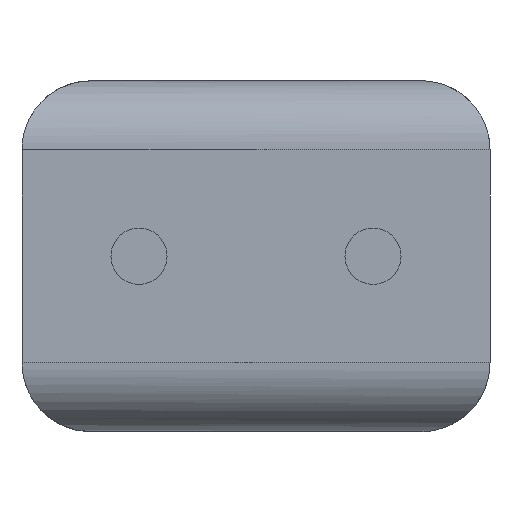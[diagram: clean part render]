
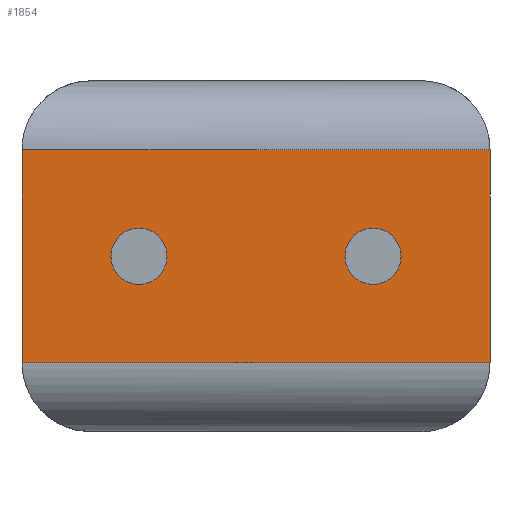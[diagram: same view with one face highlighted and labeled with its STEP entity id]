
A CAD part, front view. The second image highlights one B-rep face of the part: STEP entity #1854.
In plain terms, the highlighted planar face has unit normal (0, -1, 0).
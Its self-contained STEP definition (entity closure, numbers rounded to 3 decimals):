
#37 = EDGE_CURVE ( 'NONE', #3562, #283, #125, .T. ) ;
#60 = LINE ( 'NONE', #424, #996 ) ;
#110 = CIRCLE ( 'NONE', #2258, 0.305 ) ;
#125 = LINE ( 'NONE', #2274, #2787 ) ;
#164 = EDGE_CURVE ( 'NONE', #2680, #2280, #2959, .T. ) ;
#191 = ORIENTED_EDGE ( 'NONE', *, *, #37, .F. ) ;
#223 = CARTESIAN_POINT ( 'NONE',  ( -5.08, 0., 3.81 ) ) ;
#229 = ORIENTED_EDGE ( 'NONE', *, *, #3325, .T. ) ;
#268 = CARTESIAN_POINT ( 'NONE',  ( 0., 0., 3.06 ) ) ;
#283 = VERTEX_POINT ( 'NONE', #567 ) ;
#297 = FACE_OUTER_BOUND ( 'NONE', #2437, .T. ) ;
#346 = DIRECTION ( 'NONE',  ( 0., 1., 0. ) ) ;
#395 = DIRECTION ( 'NONE',  ( -1., 0., 0. ) ) ;
#424 = CARTESIAN_POINT ( 'NONE',  ( 0., 0., 0.75 ) ) ;
#493 = CARTESIAN_POINT ( 'NONE',  ( -1.27, 0., 1.905 ) ) ;
#567 = CARTESIAN_POINT ( 'NONE',  ( 0., 0., 0.75 ) ) ;
#750 = EDGE_LOOP ( 'NONE', ( #2655, #3468 ) ) ;
#754 = ORIENTED_EDGE ( 'NONE', *, *, #2080, .F. ) ;
#776 = VERTEX_POINT ( 'NONE', #1301 ) ;
#790 = EDGE_CURVE ( 'NONE', #3562, #2680, #3017, .T. ) ;
#821 = CARTESIAN_POINT ( 'NONE',  ( -0.965, 0., 1.905 ) ) ;
#828 = VECTOR ( 'NONE', #1682, 1000. ) ;
#935 = EDGE_CURVE ( 'NONE', #3606, #3623, #1817, .T. ) ;
#996 = VECTOR ( 'NONE', #2724, 1000. ) ;
#1115 = AXIS2_PLACEMENT_3D ( 'NONE', #2054, #2348, #2308 ) ;
#1154 = AXIS2_PLACEMENT_3D ( 'NONE', #2260, #2876, #2305 ) ;
#1286 = DIRECTION ( 'NONE',  ( -1., 0., 0. ) ) ;
#1289 = ORIENTED_EDGE ( 'NONE', *, *, #3700, .F. ) ;
#1301 = CARTESIAN_POINT ( 'NONE',  ( -4.115, 0., 1.905 ) ) ;
#1380 = ORIENTED_EDGE ( 'NONE', *, *, #790, .T. ) ;
#1387 = CARTESIAN_POINT ( 'NONE',  ( -1.575, 0., 1.905 ) ) ;
#1579 = DIRECTION ( 'NONE',  ( 0., 1., 0. ) ) ;
#1682 = DIRECTION ( 'NONE',  ( 0., 0., -1. ) ) ;
#1807 = CARTESIAN_POINT ( 'NONE',  ( -3.81, 0., 1.905 ) ) ;
#1817 = CIRCLE ( 'NONE', #3084, 0.305 ) ;
#1854 = ADVANCED_FACE ( 'NONE', ( #3318, #297, #1898 ), #2977, .F. ) ;
#1860 = CARTESIAN_POINT ( 'NONE',  ( 0., 0., 3.06 ) ) ;
#1898 = FACE_BOUND ( 'NONE', #2759, .T. ) ;
#1923 = ORIENTED_EDGE ( 'NONE', *, *, #164, .T. ) ;
#2054 = CARTESIAN_POINT ( 'NONE',  ( -3.81, 0., 1.905 ) ) ;
#2074 = CARTESIAN_POINT ( 'NONE',  ( 0., 0., 3.81 ) ) ;
#2080 = EDGE_CURVE ( 'NONE', #3348, #776, #110, .T. ) ;
#2088 = VECTOR ( 'NONE', #1286, 1000. ) ;
#2126 = DIRECTION ( 'NONE',  ( 0., -1., 0. ) ) ;
#2135 = CARTESIAN_POINT ( 'NONE',  ( -5.08, 0., 3.06 ) ) ;
#2258 = AXIS2_PLACEMENT_3D ( 'NONE', #1807, #2126, #395 ) ;
#2260 = CARTESIAN_POINT ( 'NONE',  ( -1.27, 0., 1.905 ) ) ;
#2274 = CARTESIAN_POINT ( 'NONE',  ( 0., 0., 3.81 ) ) ;
#2280 = VERTEX_POINT ( 'NONE', #3105 ) ;
#2305 = DIRECTION ( 'NONE',  ( -1., 0., 0. ) ) ;
#2308 = DIRECTION ( 'NONE',  ( -1., 0., 0. ) ) ;
#2348 = DIRECTION ( 'NONE',  ( 0., -1., 0. ) ) ;
#2361 = DIRECTION ( 'NONE',  ( -1., 0., 0. ) ) ;
#2437 = EDGE_LOOP ( 'NONE', ( #191, #1380, #1923, #229 ) ) ;
#2546 = DIRECTION ( 'NONE',  ( 0., 0., -1. ) ) ;
#2655 = ORIENTED_EDGE ( 'NONE', *, *, #3127, .T. ) ;
#2680 = VERTEX_POINT ( 'NONE', #2135 ) ;
#2724 = DIRECTION ( 'NONE',  ( 1., 0., 0. ) ) ;
#2759 = EDGE_LOOP ( 'NONE', ( #1289, #754 ) ) ;
#2787 = VECTOR ( 'NONE', #2546, 1000. ) ;
#2876 = DIRECTION ( 'NONE',  ( 0., 1., 0. ) ) ;
#2959 = LINE ( 'NONE', #223, #828 ) ;
#2974 = CIRCLE ( 'NONE', #1115, 0.305 ) ;
#2977 = PLANE ( 'NONE',  #3622 ) ;
#3017 = LINE ( 'NONE', #1860, #2088 ) ;
#3084 = AXIS2_PLACEMENT_3D ( 'NONE', #493, #1579, #3620 ) ;
#3105 = CARTESIAN_POINT ( 'NONE',  ( -5.08, 0., 0.75 ) ) ;
#3127 = EDGE_CURVE ( 'NONE', #3623, #3606, #3223, .T. ) ;
#3223 = CIRCLE ( 'NONE', #1154, 0.305 ) ;
#3293 = CARTESIAN_POINT ( 'NONE',  ( -3.505, 0., 1.905 ) ) ;
#3318 = FACE_BOUND ( 'NONE', #750, .T. ) ;
#3325 = EDGE_CURVE ( 'NONE', #2280, #283, #60, .T. ) ;
#3348 = VERTEX_POINT ( 'NONE', #3293 ) ;
#3468 = ORIENTED_EDGE ( 'NONE', *, *, #935, .T. ) ;
#3562 = VERTEX_POINT ( 'NONE', #268 ) ;
#3606 = VERTEX_POINT ( 'NONE', #821 ) ;
#3620 = DIRECTION ( 'NONE',  ( -1., 0., 0. ) ) ;
#3622 = AXIS2_PLACEMENT_3D ( 'NONE', #2074, #346, #2361 ) ;
#3623 = VERTEX_POINT ( 'NONE', #1387 ) ;
#3700 = EDGE_CURVE ( 'NONE', #776, #3348, #2974, .T. ) ;
